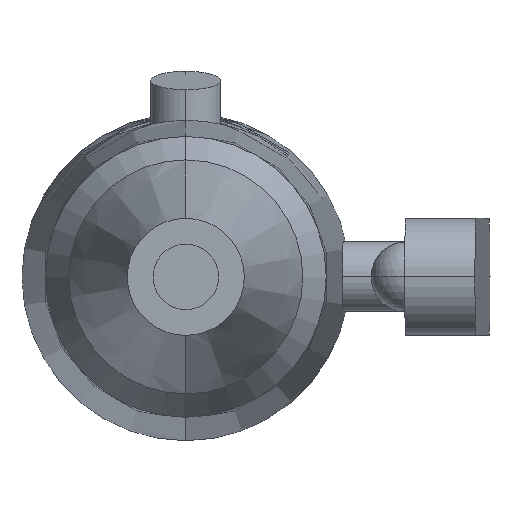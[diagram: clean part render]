
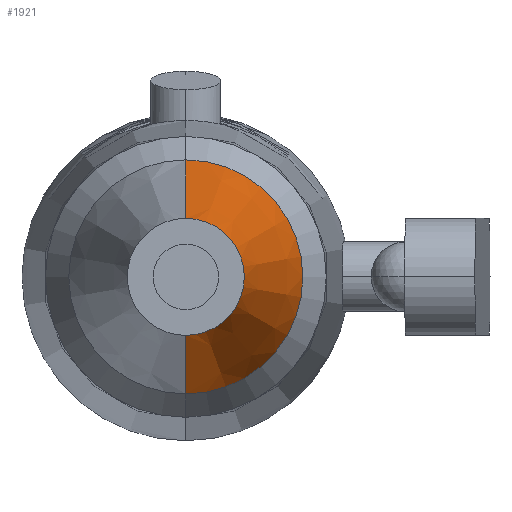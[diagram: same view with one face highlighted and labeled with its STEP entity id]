
A CAD part, front view. The second image highlights one B-rep face of the part: STEP entity #1921.
In plain terms, the highlighted conical face has half-angle 15 degrees and reference radius 2.5 mm.
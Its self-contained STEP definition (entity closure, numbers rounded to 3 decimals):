
#24 = CARTESIAN_POINT ( 'NONE',  ( 0., 0., 2.5 ) ) ;
#26 = VERTEX_POINT ( 'NONE', #1405 ) ;
#131 = DIRECTION ( 'NONE',  ( 0., 0.966, 0.259 ) ) ;
#203 = ORIENTED_EDGE ( 'NONE', *, *, #1302, .T. ) ;
#256 = EDGE_CURVE ( 'NONE', #26, #1464, #2862, .T. ) ;
#312 = DIRECTION ( 'NONE',  ( 0., 0.966, -0.259 ) ) ;
#415 = DIRECTION ( 'NONE',  ( 0., 0., -1. ) ) ;
#560 = EDGE_CURVE ( 'NONE', #2447, #1464, #2009, .T. ) ;
#599 = VECTOR ( 'NONE', #312, 1000. ) ;
#619 = CARTESIAN_POINT ( 'NONE',  ( 0., 0., -2.5 ) ) ;
#706 = DIRECTION ( 'NONE',  ( 0., -1., 0. ) ) ;
#716 = AXIS2_PLACEMENT_3D ( 'NONE', #2773, #706, #415 ) ;
#821 = DIRECTION ( 'NONE',  ( 0., 0., -1. ) ) ;
#1084 = CARTESIAN_POINT ( 'NONE',  ( 0., 0., -2.5 ) ) ;
#1095 = CARTESIAN_POINT ( 'NONE',  ( 0., 9.33, 0. ) ) ;
#1117 = CARTESIAN_POINT ( 'NONE',  ( 0., 9.33, 5. ) ) ;
#1302 = EDGE_CURVE ( 'NONE', #1704, #26, #2949, .T. ) ;
#1405 = CARTESIAN_POINT ( 'NONE',  ( 0., 9.33, -5. ) ) ;
#1463 = DIRECTION ( 'NONE',  ( 0., 0., 1. ) ) ;
#1464 = VERTEX_POINT ( 'NONE', #1117 ) ;
#1559 = AXIS2_PLACEMENT_3D ( 'NONE', #1095, #1629, #821 ) ;
#1629 = DIRECTION ( 'NONE',  ( 0., -1., 0. ) ) ;
#1660 = VECTOR ( 'NONE', #131, 1000. ) ;
#1671 = AXIS2_PLACEMENT_3D ( 'NONE', #1995, #2283, #1463 ) ;
#1704 = VERTEX_POINT ( 'NONE', #619 ) ;
#1779 = ORIENTED_EDGE ( 'NONE', *, *, #560, .F. ) ;
#1838 = CONICAL_SURFACE ( 'NONE', #1671, 2.5, 0.262 ) ;
#1921 = ADVANCED_FACE ( 'NONE', ( #2261 ), #1838, .T. ) ;
#1954 = ORIENTED_EDGE ( 'NONE', *, *, #256, .T. ) ;
#1979 = EDGE_CURVE ( 'NONE', #1704, #2447, #2591, .T. ) ;
#1995 = CARTESIAN_POINT ( 'NONE',  ( 0., 0., 0. ) ) ;
#2009 = LINE ( 'NONE', #2732, #1660 ) ;
#2220 = ORIENTED_EDGE ( 'NONE', *, *, #1979, .F. ) ;
#2261 = FACE_OUTER_BOUND ( 'NONE', #3091, .T. ) ;
#2283 = DIRECTION ( 'NONE',  ( 0., 1., 0. ) ) ;
#2447 = VERTEX_POINT ( 'NONE', #24 ) ;
#2591 = CIRCLE ( 'NONE', #716, 2.5 ) ;
#2732 = CARTESIAN_POINT ( 'NONE',  ( 0., 0., 2.5 ) ) ;
#2773 = CARTESIAN_POINT ( 'NONE',  ( 0., 0., 0. ) ) ;
#2862 = CIRCLE ( 'NONE', #1559, 5. ) ;
#2949 = LINE ( 'NONE', #1084, #599 ) ;
#3091 = EDGE_LOOP ( 'NONE', ( #2220, #203, #1954, #1779 ) ) ;
